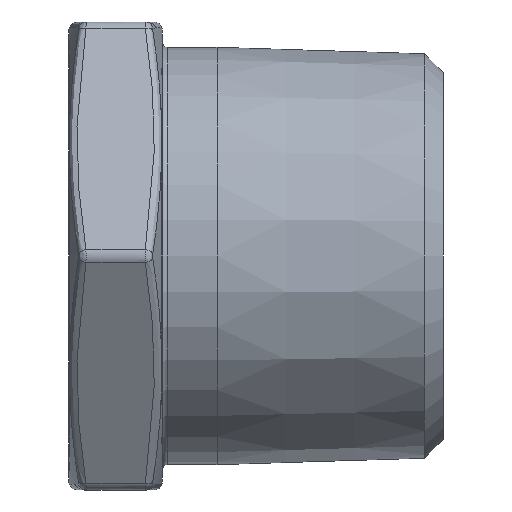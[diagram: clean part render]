
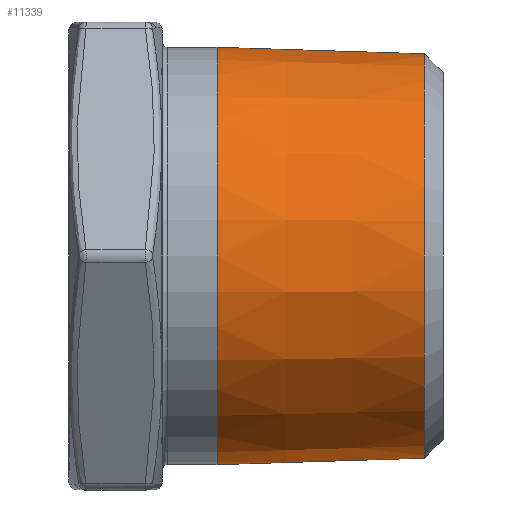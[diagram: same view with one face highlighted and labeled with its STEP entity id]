
A CAD part, front view. The second image highlights one B-rep face of the part: STEP entity #11339.
In plain terms, the highlighted conical face has half-angle 1.79 degrees and reference radius 13.22 mm.
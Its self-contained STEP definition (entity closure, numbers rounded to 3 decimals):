
#325 = DIRECTION ( 'NONE',  ( -1., 0., 0. ) ) ;
#360 = DIRECTION ( 'NONE',  ( 0., 0., 1. ) ) ;
#1625 = CARTESIAN_POINT ( 'NONE',  ( 9.5, 0., 0. ) ) ;
#2088 = AXIS2_PLACEMENT_3D ( 'NONE', #16304, #10877, #360 ) ;
#3947 = CIRCLE ( 'NONE', #13844, 12.961 ) ;
#4425 = FACE_BOUND ( 'NONE', #4631, .T. ) ;
#4631 = EDGE_LOOP ( 'NONE', ( #9407 ) ) ;
#4645 = EDGE_CURVE ( 'NONE', #12583, #12583, #3947, .T. ) ;
#6622 = EDGE_LOOP ( 'NONE', ( #6761 ) ) ;
#6761 = ORIENTED_EDGE ( 'NONE', *, *, #14792, .F. ) ;
#7212 = CONICAL_SURFACE ( 'NONE', #2088, 13.22, 0.031 ) ;
#7294 = AXIS2_PLACEMENT_3D ( 'NONE', #1625, #325, #16535 ) ;
#8695 = CARTESIAN_POINT ( 'NONE',  ( 22.801, 0., 12.961 ) ) ;
#9276 = CIRCLE ( 'NONE', #7294, 13.377 ) ;
#9326 = DIRECTION ( 'NONE',  ( 0., 0., 1. ) ) ;
#9407 = ORIENTED_EDGE ( 'NONE', *, *, #4645, .T. ) ;
#10877 = DIRECTION ( 'NONE',  ( -1., 0., 0. ) ) ;
#11339 = ADVANCED_FACE ( 'NONE', ( #4425, #13706 ), #7212, .T. ) ;
#12583 = VERTEX_POINT ( 'NONE', #8695 ) ;
#13706 = FACE_OUTER_BOUND ( 'NONE', #6622, .T. ) ;
#13844 = AXIS2_PLACEMENT_3D ( 'NONE', #17217, #15879, #9326 ) ;
#14595 = VERTEX_POINT ( 'NONE', #15872 ) ;
#14792 = EDGE_CURVE ( 'NONE', #14595, #14595, #9276, .T. ) ;
#15872 = CARTESIAN_POINT ( 'NONE',  ( 9.5, 0., 13.377 ) ) ;
#15879 = DIRECTION ( 'NONE',  ( -1., 0., 0. ) ) ;
#16304 = CARTESIAN_POINT ( 'NONE',  ( 14.5, 0., 0. ) ) ;
#16535 = DIRECTION ( 'NONE',  ( 0., 0., 1. ) ) ;
#17217 = CARTESIAN_POINT ( 'NONE',  ( 22.801, 0., 0. ) ) ;
